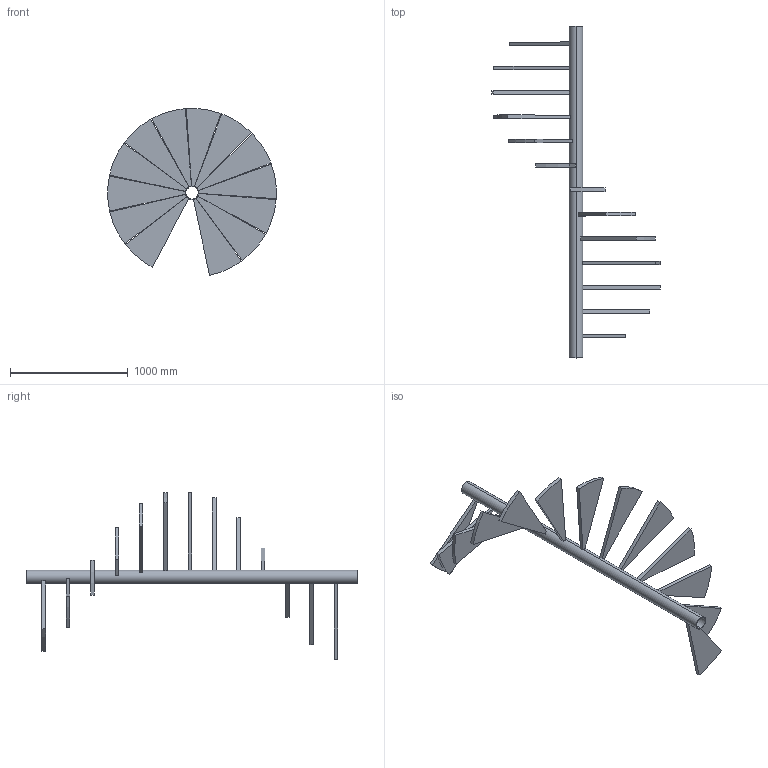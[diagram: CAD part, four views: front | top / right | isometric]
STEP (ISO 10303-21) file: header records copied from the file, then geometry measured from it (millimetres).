
FILE_DESCRIPTION (( 'STEP AP214' ), '1' );
FILE_NAME ('Spindeltreppe1.STEP', '2021-06-02T09:01:44', ( '' ), ( '' ), 'SwSTEP 2.0', 'SolidWorks 2020', '' );
FILE_SCHEMA (( 'AUTOMOTIVE_DESIGN' ));
Length unit declared in the file: millimetre
Products named in the file (1): Spindeltreppe1
Bounding box: 1431.17 x 2820 x 1416.85 mm (x, y, z)
Volume: 46113661.8 mm3; surface area: 5372267.3 mm2
Topology: 14 solids, 14 shells, 84 faces, 168 edges, 112 vertices
Faces by surface type: plane 54, cylinder 30
Entity records: 2347 total; most frequent: DIRECTION 398, CARTESIAN_POINT 365, ORIENTED_EDGE 336, EDGE_CURVE 168, AXIS2_PLACEMENT_3D 145, VERTEX_POINT 112, VECTOR 108, LINE 108
